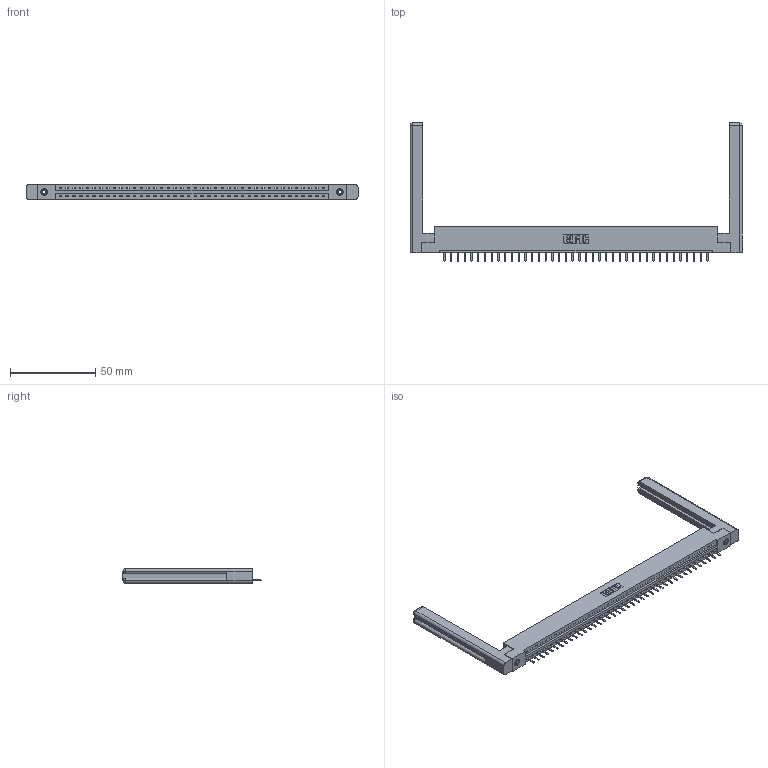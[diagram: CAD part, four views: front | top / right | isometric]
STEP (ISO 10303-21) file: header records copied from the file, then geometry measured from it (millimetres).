
FILE_DESCRIPTION (( 'STEP AP203' ), '1' );
FILE_NAME ('337-040-520-158.STEP', '2019-10-01T19:15:11', ( '' ), ( '' ), 'SwSTEP 2.0', 'SolidWorks 2016', '' );
FILE_SCHEMA (( 'CONFIG_CONTROL_DESIGN' ));
Length unit declared in the file: inch
Products named in the file (5): 307-220-058; 345-250-001_345-250-001-102; 337 Part_Flush Mounting Lugs - 0.156 Dia-TI; 337-040-520-158; 345-292-001_345-293-120
Assembly tree (45 placements, depth 2):
  337-040-520-158
    337 Part_Flush Mounting Lugs - 0.156 Dia-TI
    345-292-001_345-293-120  x40
    345-250-001_345-250-001-102  x2
    307-220-058  x2
Bounding box: 195.12 x 81.11 x 9.4 mm (x, y, z)
Volume: 27301.8 mm3; surface area: 25599.1 mm2
Topology: 45 solids, 45 shells, 2896 faces, 8505 edges, 5550 vertices
Faces by surface type: plane 2074, cylinder 798, cone 12, torus 12
Entity records: 32740 total; most frequent: CARTESIAN_POINT 5713, ORIENTED_EDGE 5616, DIRECTION 4820, EDGE_CURVE 2808, LINE 2628, VECTOR 2628, VERTEX_POINT 1862, AXIS2_PLACEMENT_3D 1096
